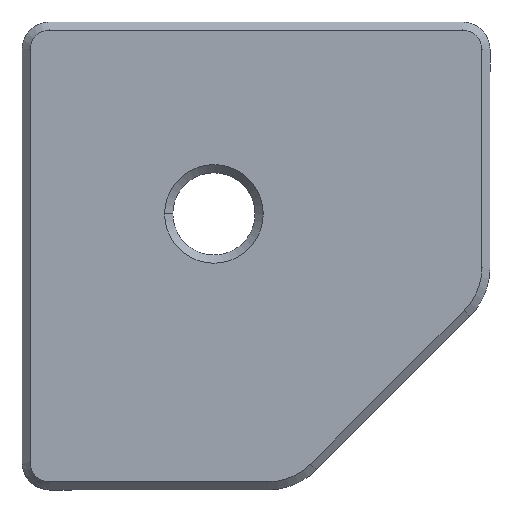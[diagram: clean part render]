
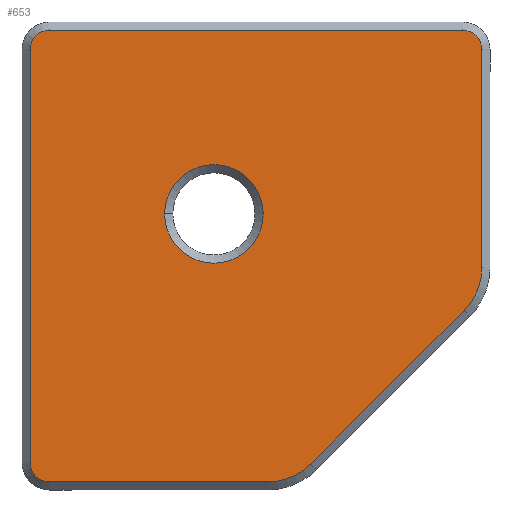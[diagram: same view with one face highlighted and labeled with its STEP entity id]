
A CAD part, front view. The second image highlights one B-rep face of the part: STEP entity #653.
In plain terms, the highlighted planar face has unit normal (0, -1, 0).
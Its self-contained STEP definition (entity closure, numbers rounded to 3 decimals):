
#2=CARTESIAN_POINT('',(-8.,0.,8.));
#3=DIRECTION('',(0.,-1.,0.));
#4=DIRECTION('',(0.,0.,1.));
#5=AXIS2_PLACEMENT_3D('',#2,#3,#4);
#7=DIRECTION('',(-1.,0.,0.));
#8=VECTOR('',#7,30.142);
#9=CARTESIAN_POINT('',(22.142,0.,9.4));
#10=LINE('',#9,#8);
#11=CARTESIAN_POINT('',(22.142,0.,8.));
#12=DIRECTION('',(0.,-1.,0.));
#13=DIRECTION('',(1.,0.,0.));
#14=AXIS2_PLACEMENT_3D('',#11,#12,#13);
#16=DIRECTION('',(0.,0.,1.));
#17=VECTOR('',#16,15.929);
#18=CARTESIAN_POINT('',(23.542,0.,
-7.929));
#19=LINE('',#18,#17);
#20=CARTESIAN_POINT('',(19.142,0.,-7.929));
#21=DIRECTION('',(0.,-1.,0.));
#22=DIRECTION('',(0.707,0.,-0.707));
#23=AXIS2_PLACEMENT_3D('',#20,#21,#22);
#25=DIRECTION('',(0.707,0.,0.707));
#26=VECTOR('',#25,15.858);
#27=CARTESIAN_POINT('',(11.04,0.,
-22.253));
#28=LINE('',#27,#26);
#29=CARTESIAN_POINT('',(7.929,0.,-19.142));
#30=DIRECTION('',(0.,-1.,0.));
#31=DIRECTION('',(0.,0.,-1.));
#32=AXIS2_PLACEMENT_3D('',#29,#30,#31);
#34=DIRECTION('',(1.,0.,0.));
#35=VECTOR('',#34,15.929);
#36=CARTESIAN_POINT('',(-8.,0.,
-23.542));
#37=LINE('',#36,#35);
#38=CARTESIAN_POINT('',(-8.,0.,-22.142));
#39=DIRECTION('',(0.,-1.,0.));
#40=DIRECTION('',(-1.,0.,0.));
#41=AXIS2_PLACEMENT_3D('',#38,#39,#40);
#43=DIRECTION('',(0.,0.,-1.));
#44=VECTOR('',#43,30.142);
#45=CARTESIAN_POINT('',(-9.4,0.,
8.));
#46=LINE('',#45,#44);
#47=CARTESIAN_POINT('',(4.,0.,-4.));
#48=DIRECTION('',(0.,1.,0.));
#49=DIRECTION('',(-1.,0.,0.));
#50=AXIS2_PLACEMENT_3D('',#47,#48,#49);
#52=CARTESIAN_POINT('',(4.,0.,-4.));
#53=DIRECTION('',(0.,1.,0.));
#54=DIRECTION('',(1.,0.,0.));
#55=AXIS2_PLACEMENT_3D('',#52,#53,#54);
#496=CARTESIAN_POINT('',(-8.,0.,9.4));
#497=CARTESIAN_POINT('',(-9.4,0.,8.));
#498=VERTEX_POINT('',#496);
#499=VERTEX_POINT('',#497);
#504=CARTESIAN_POINT('',(-9.4,0.,
-22.142));
#505=VERTEX_POINT('',#504);
#508=CARTESIAN_POINT('',(-8.,0.,-23.542));
#509=VERTEX_POINT('',#508);
#512=CARTESIAN_POINT('',(7.929,0.,
-23.542));
#513=VERTEX_POINT('',#512);
#516=CARTESIAN_POINT('',(23.542,0.,
-7.929));
#517=CARTESIAN_POINT('',(23.542,0.,
8.));
#518=VERTEX_POINT('',#516);
#519=VERTEX_POINT('',#517);
#524=CARTESIAN_POINT('',(22.142,0.,9.4));
#525=VERTEX_POINT('',#524);
#588=CARTESIAN_POINT('',(0.4,0.,-4.));
#589=CARTESIAN_POINT('',(7.6,0.,-4.));
#590=VERTEX_POINT('',#588);
#591=VERTEX_POINT('',#589);
#604=CARTESIAN_POINT('',(11.04,0.,-22.253));
#605=VERTEX_POINT('',#604);
#608=CARTESIAN_POINT('',(22.253,0.,
-11.04));
#609=VERTEX_POINT('',#608);
#620=CARTESIAN_POINT('',(0.,0.,0.));
#621=DIRECTION('',(0.,1.,0.));
#622=DIRECTION('',(1.,0.,0.));
#623=AXIS2_PLACEMENT_3D('',#620,#621,#622);
#624=PLANE('',#623);
#626=ORIENTED_EDGE('',*,*,#625,.F.);
#628=ORIENTED_EDGE('',*,*,#627,.F.);
#630=ORIENTED_EDGE('',*,*,#629,.F.);
#632=ORIENTED_EDGE('',*,*,#631,.F.);
#634=ORIENTED_EDGE('',*,*,#633,.F.);
#636=ORIENTED_EDGE('',*,*,#635,.F.);
#638=ORIENTED_EDGE('',*,*,#637,.F.);
#640=ORIENTED_EDGE('',*,*,#639,.F.);
#642=ORIENTED_EDGE('',*,*,#641,.F.);
#644=ORIENTED_EDGE('',*,*,#643,.F.);
#645=EDGE_LOOP('',(#626,#628,#630,#632,#634,#636,#638,#640,#642,#644));
#646=FACE_OUTER_BOUND('',#645,.F.);
#648=ORIENTED_EDGE('',*,*,#647,.F.);
#650=ORIENTED_EDGE('',*,*,#649,.F.);
#651=EDGE_LOOP('',(#648,#650));
#652=FACE_BOUND('',#651,.F.);
#653=ADVANCED_FACE('',(#646,#652),#624,.F.);
#6=CIRCLE('',#5,1.4);
#15=CIRCLE('',#14,1.4);
#24=CIRCLE('',#23,4.4);
#33=CIRCLE('',#32,4.4);
#42=CIRCLE('',#41,1.4);
#51=CIRCLE('',#50,3.6);
#56=CIRCLE('',#55,3.6);
#625=EDGE_CURVE('',#498,#499,#6,.T.);
#627=EDGE_CURVE('',#525,#498,#10,.T.);
#629=EDGE_CURVE('',#519,#525,#15,.T.);
#631=EDGE_CURVE('',#518,#519,#19,.T.);
#633=EDGE_CURVE('',#609,#518,#24,.T.);
#635=EDGE_CURVE('',#605,#609,#28,.T.);
#637=EDGE_CURVE('',#513,#605,#33,.T.);
#639=EDGE_CURVE('',#509,#513,#37,.T.);
#641=EDGE_CURVE('',#505,#509,#42,.T.);
#643=EDGE_CURVE('',#499,#505,#46,.T.);
#647=EDGE_CURVE('',#590,#591,#51,.T.);
#649=EDGE_CURVE('',#591,#590,#56,.T.);
